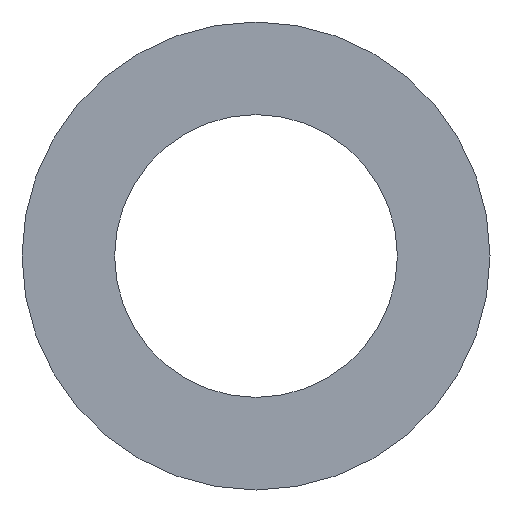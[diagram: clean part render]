
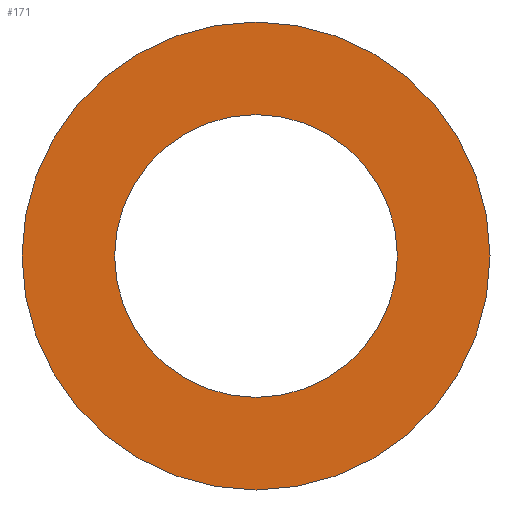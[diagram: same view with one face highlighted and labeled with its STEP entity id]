
A CAD part, front view. The second image highlights one B-rep face of the part: STEP entity #171.
In plain terms, the highlighted planar face has unit normal (0, -1, 0).
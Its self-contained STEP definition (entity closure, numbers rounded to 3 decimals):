
#12 = CARTESIAN_POINT ( 'NONE',  ( 0., 0., 0. ) ) ;
#13 = DIRECTION ( 'NONE',  ( 0., 1., 0. ) ) ;
#23 = ORIENTED_EDGE ( 'NONE', *, *, #297, .T. ) ;
#29 = DIRECTION ( 'NONE',  ( 0., 1., 0. ) ) ;
#33 = FACE_OUTER_BOUND ( 'NONE', #75, .T. ) ;
#35 = EDGE_CURVE ( 'NONE', #163, #128, #97, .T. ) ;
#41 = DIRECTION ( 'NONE',  ( 0., 0., 1. ) ) ;
#42 = CARTESIAN_POINT ( 'NONE',  ( 0., 0., 0. ) ) ;
#66 = DIRECTION ( 'NONE',  ( 0., 0., -1. ) ) ;
#75 = EDGE_LOOP ( 'NONE', ( #172, #170 ) ) ;
#90 = EDGE_LOOP ( 'NONE', ( #23, #136 ) ) ;
#97 = CIRCLE ( 'NONE', #284, 6. ) ;
#128 = VERTEX_POINT ( 'NONE', #264 ) ;
#136 = ORIENTED_EDGE ( 'NONE', *, *, #253, .T. ) ;
#147 = AXIS2_PLACEMENT_3D ( 'NONE', #274, #13, #41 ) ;
#148 = VERTEX_POINT ( 'NONE', #183 ) ;
#154 = DIRECTION ( 'NONE',  ( 0., 0., -1. ) ) ;
#159 = AXIS2_PLACEMENT_3D ( 'NONE', #266, #210, #213 ) ;
#163 = VERTEX_POINT ( 'NONE', #190 ) ;
#168 = PLANE ( 'NONE',  #147 ) ;
#170 = ORIENTED_EDGE ( 'NONE', *, *, #300, .F. ) ;
#171 = ADVANCED_FACE ( 'NONE', ( #223, #33 ), #168, .F. ) ;
#172 = ORIENTED_EDGE ( 'NONE', *, *, #35, .F. ) ;
#179 = DIRECTION ( 'NONE',  ( 0., 1., 0. ) ) ;
#183 = CARTESIAN_POINT ( 'NONE',  ( 0., 0., -3.625 ) ) ;
#186 = CIRCLE ( 'NONE', #237, 6. ) ;
#190 = CARTESIAN_POINT ( 'NONE',  ( 0., 0., -6. ) ) ;
#191 = DIRECTION ( 'NONE',  ( 0., 0., -1. ) ) ;
#195 = CARTESIAN_POINT ( 'NONE',  ( 0., 0., 3.625 ) ) ;
#210 = DIRECTION ( 'NONE',  ( 0., 1., 0. ) ) ;
#213 = DIRECTION ( 'NONE',  ( 0., 0., -1. ) ) ;
#215 = CIRCLE ( 'NONE', #275, 3.625 ) ;
#223 = FACE_BOUND ( 'NONE', #90, .T. ) ;
#229 = CARTESIAN_POINT ( 'NONE',  ( 0., 0., 0. ) ) ;
#234 = CIRCLE ( 'NONE', #159, 3.625 ) ;
#237 = AXIS2_PLACEMENT_3D ( 'NONE', #42, #29, #191 ) ;
#238 = DIRECTION ( 'NONE',  ( 0., 1., 0. ) ) ;
#253 = EDGE_CURVE ( 'NONE', #273, #148, #234, .T. ) ;
#264 = CARTESIAN_POINT ( 'NONE',  ( 0., 0., 6. ) ) ;
#266 = CARTESIAN_POINT ( 'NONE',  ( 0., 0., 0. ) ) ;
#273 = VERTEX_POINT ( 'NONE', #195 ) ;
#274 = CARTESIAN_POINT ( 'NONE',  ( 0., 0., 0. ) ) ;
#275 = AXIS2_PLACEMENT_3D ( 'NONE', #229, #238, #66 ) ;
#284 = AXIS2_PLACEMENT_3D ( 'NONE', #12, #179, #154 ) ;
#297 = EDGE_CURVE ( 'NONE', #148, #273, #215, .T. ) ;
#300 = EDGE_CURVE ( 'NONE', #128, #163, #186, .T. ) ;
